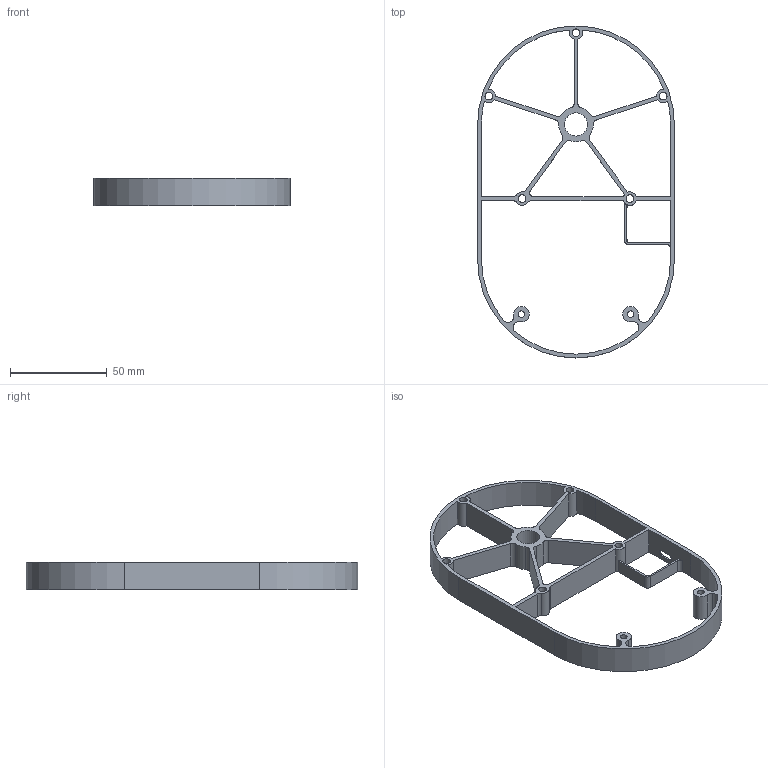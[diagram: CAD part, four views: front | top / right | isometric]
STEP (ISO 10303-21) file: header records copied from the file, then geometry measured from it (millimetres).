
FILE_DESCRIPTION(/* description */ (''),/* implementation_level */ '2;1');
FILE_NAME(/* name */ 'P603.step',/* time_stamp */ '2025-06-25T18:05:21+02:00',/* author */ (''),/* organization */ (''),/* preprocessor_version */ 'ST-DEVELOPER v20.1',/* originating_system */ 'Autodesk Translation Framework v14.10.0.0',/* authorisation */ '');
FILE_SCHEMA (('AUTOMOTIVE_DESIGN { 1 0 10303 214 3 1 1 }'));
Length unit declared in the file: millimetre
Products named in the file (1): FusionComponent
Bounding box: 102 x 172 x 14.4 mm (x, y, z)
Volume: 26078.4 mm3; surface area: 28567.1 mm2
Topology: 1 solids, 1 shells, 128 faces, 383 edges, 258 vertices
Faces by surface type: cylinder 71, plane 57
Full cylindrical faces by diameter (mm): 3.4 x2, 4 x5, 12 x1
Entity records: 4477 total; most frequent: DIRECTION 790, CARTESIAN_POINT 770, ORIENTED_EDGE 766, EDGE_CURVE 383, AXIS2_PLACEMENT_3D 278, VERTEX_POINT 258, LINE 234, VECTOR 234
